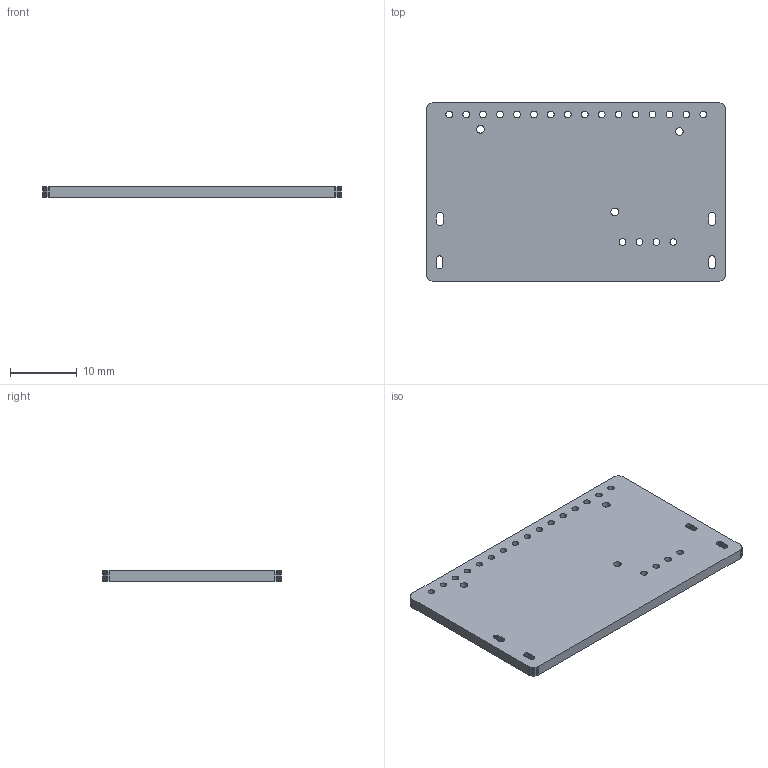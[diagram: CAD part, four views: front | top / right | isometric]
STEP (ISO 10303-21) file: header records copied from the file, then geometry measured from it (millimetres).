
FILE_DESCRIPTION(('PTSolns I2C Backpack'),'2;1');
FILE_NAME( 'PTSolns_I2C_Backpack.step', '2025-02-14T11:19:41', ('PTSolns'), (''), 'v1.0', '', '');
FILE_SCHEMA(('AUTOMOTIVE_DESIGN { 1 0 10303 214 1 1 1 1 }'));
Length unit declared in the file: millimetre
Products named in the file (2): PTSolns_I2C_Backpack
Assembly tree (1 placements, depth 2):
  PTSolns_I2C_Backpack
    PTSolns_I2C_Backpack
Bounding box: 44.77 x 26.8 x 1.58 mm (x, y, z)
Volume: 1853.2 mm3; surface area: 2718.1 mm2
Topology: 1 solids, 1 shells, 157 faces, 465 edges, 310 vertices
Faces by surface type: plane 134, cylinder 23
Full cylindrical faces by diameter (mm): 1 x20, 1.152 x3
Entity records: 11525 total; most frequent: CARTESIAN_POINT 2140, DIRECTION 1713, LINE 1303, VECTOR 1303, ORIENTED_EDGE 930, PCURVE 930, DEFINITIONAL_REPRESENTATION 930, EDGE_CURVE 465
